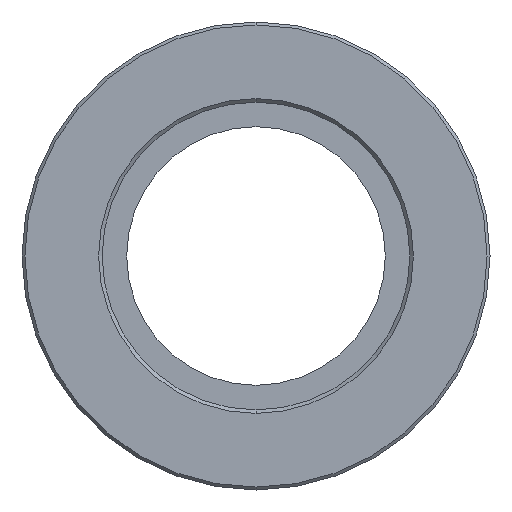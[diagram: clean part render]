
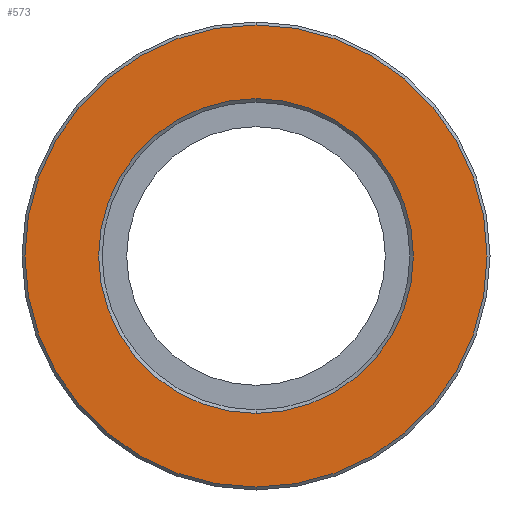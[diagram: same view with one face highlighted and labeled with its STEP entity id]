
A CAD part, front view. The second image highlights one B-rep face of the part: STEP entity #573.
In plain terms, the highlighted planar face has unit normal (0, -1, 0).
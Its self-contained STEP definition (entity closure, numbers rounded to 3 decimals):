
#3 = ORIENTED_EDGE ( 'NONE', *, *, #156, .T. ) ;
#86 = ORIENTED_EDGE ( 'NONE', *, *, #109, .T. ) ;
#104 = EDGE_LOOP ( 'NONE', ( #579, #3 ) ) ;
#109 = EDGE_CURVE ( 'NONE', #170, #167, #333, .T. ) ;
#132 = VERTEX_POINT ( 'NONE', #347 ) ;
#155 = EDGE_CURVE ( 'NONE', #167, #170, #424, .T. ) ;
#156 = EDGE_CURVE ( 'NONE', #184, #132, #433, .T. ) ;
#167 = VERTEX_POINT ( 'NONE', #404 ) ;
#170 = VERTEX_POINT ( 'NONE', #477 ) ;
#184 = VERTEX_POINT ( 'NONE', #471 ) ;
#188 = EDGE_CURVE ( 'NONE', #132, #184, #551, .T. ) ;
#315 = CARTESIAN_POINT ( 'NONE',  ( 0., 0., 0. ) ) ;
#333 = CIRCLE ( 'NONE', #352, 13.45 ) ;
#347 = CARTESIAN_POINT ( 'NONE',  ( 0., 0., 19.75 ) ) ;
#350 = DIRECTION ( 'NONE',  ( 0., 0., -1. ) ) ;
#351 = DIRECTION ( 'NONE',  ( 0., 1., 0. ) ) ;
#352 = AXIS2_PLACEMENT_3D ( 'NONE', #315, #351, #350 ) ;
#404 = CARTESIAN_POINT ( 'NONE',  ( 0., 0., -13.45 ) ) ;
#418 = DIRECTION ( 'NONE',  ( 0., 0., -1. ) ) ;
#419 = DIRECTION ( 'NONE',  ( 0., 1., 0. ) ) ;
#420 = CARTESIAN_POINT ( 'NONE',  ( 0., 0., 0. ) ) ;
#421 = CARTESIAN_POINT ( 'NONE',  ( 0., 0., 0. ) ) ;
#423 = DIRECTION ( 'NONE',  ( 0., 0., -1. ) ) ;
#424 = CIRCLE ( 'NONE', #431, 13.45 ) ;
#431 = AXIS2_PLACEMENT_3D ( 'NONE', #420, #419, #418 ) ;
#432 = DIRECTION ( 'NONE',  ( 0., -1., 0. ) ) ;
#433 = CIRCLE ( 'NONE', #440, 19.75 ) ;
#440 = AXIS2_PLACEMENT_3D ( 'NONE', #421, #432, #423 ) ;
#471 = CARTESIAN_POINT ( 'NONE',  ( 0., 0., -19.75 ) ) ;
#472 = AXIS2_PLACEMENT_3D ( 'NONE', #543, #527, #526 ) ;
#477 = CARTESIAN_POINT ( 'NONE',  ( 0., 0., 13.45 ) ) ;
#517 = DIRECTION ( 'NONE',  ( 0., 0., -1. ) ) ;
#524 = FACE_OUTER_BOUND ( 'NONE', #104, .T. ) ;
#525 = PLANE ( 'NONE',  #548 ) ;
#526 = DIRECTION ( 'NONE',  ( 0., 0., -1. ) ) ;
#527 = DIRECTION ( 'NONE',  ( 0., -1., 0. ) ) ;
#528 = DIRECTION ( 'NONE',  ( 0., -1., 0. ) ) ;
#529 = CARTESIAN_POINT ( 'NONE',  ( -13.15, 0., 0. ) ) ;
#530 = FACE_BOUND ( 'NONE', #581, .T. ) ;
#543 = CARTESIAN_POINT ( 'NONE',  ( 0., 0., 0. ) ) ;
#548 = AXIS2_PLACEMENT_3D ( 'NONE', #529, #528, #517 ) ;
#551 = CIRCLE ( 'NONE', #472, 19.75 ) ;
#573 = ADVANCED_FACE ( 'NONE', ( #530, #524 ), #525, .T. ) ;
#579 = ORIENTED_EDGE ( 'NONE', *, *, #188, .T. ) ;
#581 = EDGE_LOOP ( 'NONE', ( #582, #86 ) ) ;
#582 = ORIENTED_EDGE ( 'NONE', *, *, #155, .T. ) ;
